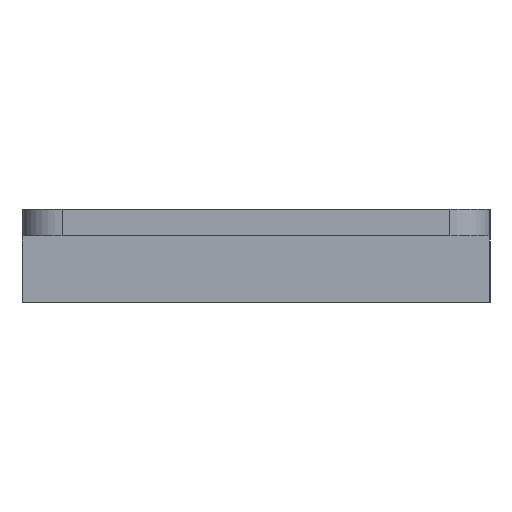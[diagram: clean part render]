
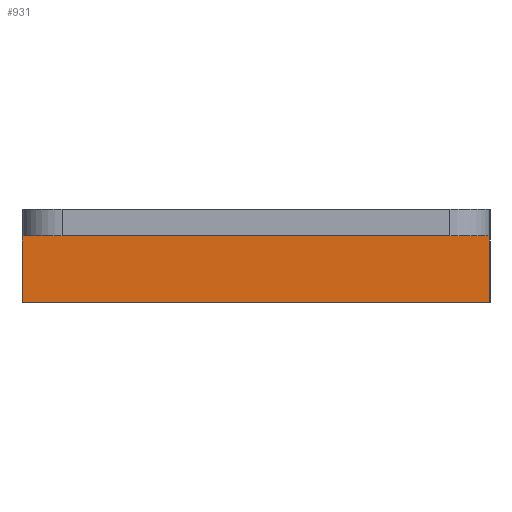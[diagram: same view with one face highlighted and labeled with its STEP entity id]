
A CAD part, left-side view. The second image highlights one B-rep face of the part: STEP entity #931.
In plain terms, the highlighted planar face has unit normal (-1, 0, 0).
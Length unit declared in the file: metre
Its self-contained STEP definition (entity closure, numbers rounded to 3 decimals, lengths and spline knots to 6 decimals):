
#276=ORIENTED_EDGE('',*,*,#330,.T.);
#277=ORIENTED_EDGE('',*,*,#375,.F.);
#278=ORIENTED_EDGE('',*,*,#443,.F.);
#279=ORIENTED_EDGE('',*,*,#380,.T.);
#330=EDGE_CURVE('',#456,#457,#540,.T.);
#375=EDGE_CURVE('',#497,#457,#571,.T.);
#380=EDGE_CURVE('',#500,#456,#576,.T.);
#443=EDGE_CURVE('',#500,#497,#621,.T.);
#456=VERTEX_POINT('',#1313);
#457=VERTEX_POINT('',#1314);
#497=VERTEX_POINT('',#1402);
#500=VERTEX_POINT('',#1412);
#540=LINE('',#1312,#630);
#571=LINE('',#1403,#661);
#576=LINE('',#1411,#666);
#621=LINE('',#1543,#711);
#630=VECTOR('',#1051,1.);
#661=VECTOR('',#1118,1.);
#666=VECTOR('',#1125,1.);
#711=VECTOR('',#1280,1.);
#772=EDGE_LOOP('',(#276,#277,#278,#279));
#846=FACE_BOUND('',#772,.T.);
#885=PLANE('',#1026);
#931=ADVANCED_FACE('',(#846),#885,.F.);
#1026=AXIS2_PLACEMENT_3D('',#1542,#1278,#1279);
#1051=DIRECTION('',(0.,1.,0.));
#1118=DIRECTION('',(0.,0.,1.));
#1125=DIRECTION('',(0.,0.,1.));
#1278=DIRECTION('',(1.,0.,0.));
#1279=DIRECTION('',(0.,0.,-1.));
#1280=DIRECTION('',(0.,1.,0.));
#1312=CARTESIAN_POINT('',(-0.10795,0.,-0.00381));
#1313=CARTESIAN_POINT('',(-0.10795,-0.022225,-0.00381));
#1314=CARTESIAN_POINT('',(-0.10795,0.022225,-0.00381));
#1402=CARTESIAN_POINT('',(-0.10795,0.022225,-0.01016));
#1403=CARTESIAN_POINT('',(-0.10795,0.022225,-0.01016));
#1411=CARTESIAN_POINT('',(-0.10795,-0.022225,-0.01016));
#1412=CARTESIAN_POINT('',(-0.10795,-0.022225,-0.01016));
#1542=CARTESIAN_POINT('',(-0.10795,0.,-0.01016));
#1543=CARTESIAN_POINT('',(-0.10795,0.,-0.01016));
